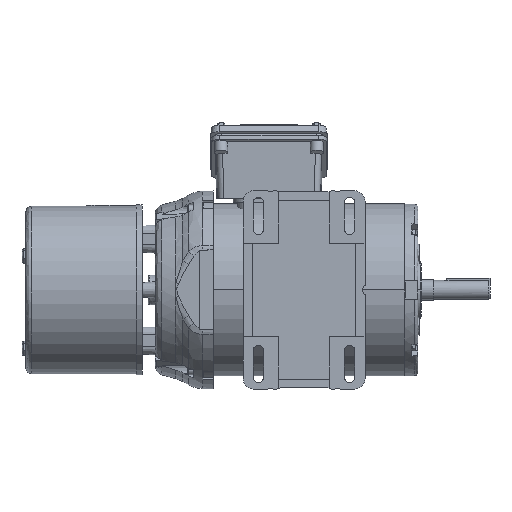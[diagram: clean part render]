
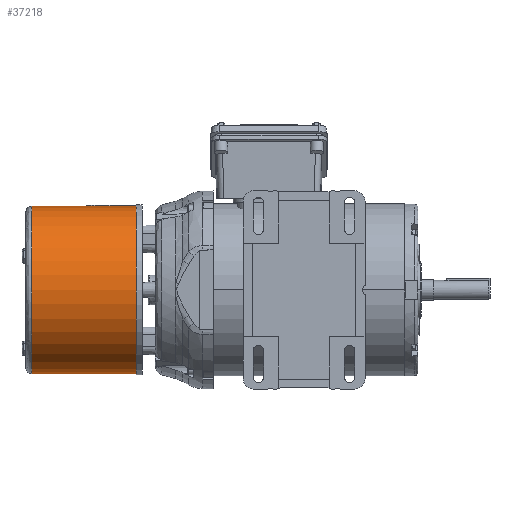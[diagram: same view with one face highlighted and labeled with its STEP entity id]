
A CAD part, front view. The second image highlights one B-rep face of the part: STEP entity #37218.
In plain terms, the highlighted cylindrical face has radius 70 mm (diameter 140 mm), a partial arc.
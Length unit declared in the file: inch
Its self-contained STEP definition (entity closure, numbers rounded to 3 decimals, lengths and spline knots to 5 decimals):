
#147 = VERTEX_POINT ( 'NONE', #29419 ) ;
#253 = AXIS2_PLACEMENT_3D ( 'NONE', #30025, #46386, #17627 ) ;
#476 = ORIENTED_EDGE ( 'NONE', *, *, #27032, .T. ) ;
#587 = VERTEX_POINT ( 'NONE', #30084 ) ;
#1689 = VECTOR ( 'NONE', #23118, 39.37008 ) ;
#1844 = LINE ( 'NONE', #27143, #1689 ) ;
#3602 = ORIENTED_EDGE ( 'NONE', *, *, #38371, .T. ) ;
#4151 = CARTESIAN_POINT ( 'NONE',  ( -8.83071, 0., -2.75591 ) ) ;
#6284 = ORIENTED_EDGE ( 'NONE', *, *, #12975, .F. ) ;
#6455 = DIRECTION ( 'NONE',  ( 0., 0., -1. ) ) ;
#9073 = AXIS2_PLACEMENT_3D ( 'NONE', #39831, #26671, #6455 ) ;
#9137 = LINE ( 'NONE', #20468, #33823 ) ;
#12007 = CARTESIAN_POINT ( 'NONE',  ( -8.64173, 0., 0. ) ) ;
#12536 = CYLINDRICAL_SURFACE ( 'NONE', #25056, 2.75591 ) ;
#12975 = EDGE_CURVE ( 'NONE', #587, #147, #1844, .T. ) ;
#13061 = FACE_OUTER_BOUND ( 'NONE', #44904, .T. ) ;
#15109 = VERTEX_POINT ( 'NONE', #4151 ) ;
#17627 = DIRECTION ( 'NONE',  ( 0., 0., -1. ) ) ;
#20468 = CARTESIAN_POINT ( 'NONE',  ( -8.64173, 0., -2.75591 ) ) ;
#23118 = DIRECTION ( 'NONE',  ( 1., 0., 0. ) ) ;
#23987 = CARTESIAN_POINT ( 'NONE',  ( -12.28346, 0., -2.75591 ) ) ;
#25056 = AXIS2_PLACEMENT_3D ( 'NONE', #12007, #37536, #32728 ) ;
#25564 = DIRECTION ( 'NONE',  ( 1., 0., 0. ) ) ;
#26034 = CIRCLE ( 'NONE', #253, 2.75591 ) ;
#26671 = DIRECTION ( 'NONE',  ( 1., 0., 0. ) ) ;
#27032 = EDGE_CURVE ( 'NONE', #34359, #15109, #9137, .T. ) ;
#27143 = CARTESIAN_POINT ( 'NONE',  ( -8.64173, 0., 2.75591 ) ) ;
#28054 = ORIENTED_EDGE ( 'NONE', *, *, #30295, .T. ) ;
#29419 = CARTESIAN_POINT ( 'NONE',  ( -8.83071, 0., 2.75591 ) ) ;
#30025 = CARTESIAN_POINT ( 'NONE',  ( -8.83071, 0., 0. ) ) ;
#30084 = CARTESIAN_POINT ( 'NONE',  ( -12.28346, 0., 2.75591 ) ) ;
#30295 = EDGE_CURVE ( 'NONE', #587, #34359, #46832, .T. ) ;
#32728 = DIRECTION ( 'NONE',  ( 0., 0., -1. ) ) ;
#33823 = VECTOR ( 'NONE', #25564, 39.37008 ) ;
#34359 = VERTEX_POINT ( 'NONE', #23987 ) ;
#37218 = ADVANCED_FACE ( 'NONE', ( #13061 ), #12536, .T. ) ;
#37536 = DIRECTION ( 'NONE',  ( 1., 0., 0. ) ) ;
#38371 = EDGE_CURVE ( 'NONE', #15109, #147, #26034, .T. ) ;
#39831 = CARTESIAN_POINT ( 'NONE',  ( -12.28346, 0., 0. ) ) ;
#44904 = EDGE_LOOP ( 'NONE', ( #6284, #28054, #476, #3602 ) ) ;
#46386 = DIRECTION ( 'NONE',  ( -1., 0., 0. ) ) ;
#46832 = CIRCLE ( 'NONE', #9073, 2.75591 ) ;
